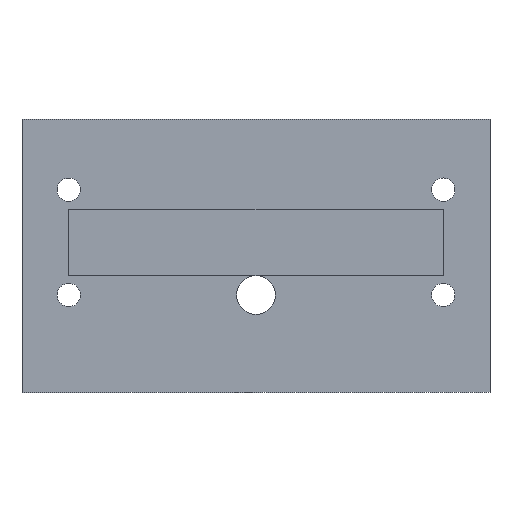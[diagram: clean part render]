
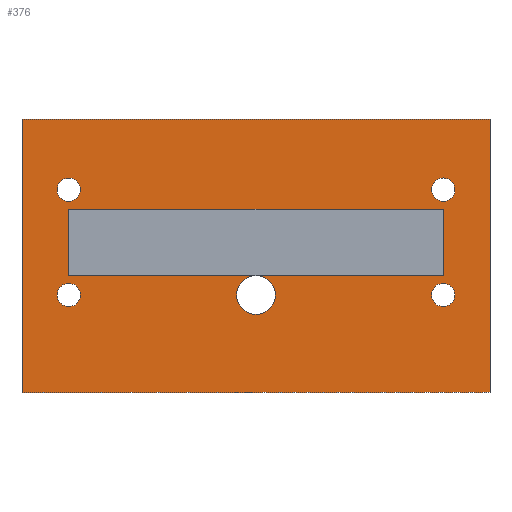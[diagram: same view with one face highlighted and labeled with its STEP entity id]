
A CAD part, front view. The second image highlights one B-rep face of the part: STEP entity #376.
In plain terms, the highlighted planar face has unit normal (0, -1, 0).
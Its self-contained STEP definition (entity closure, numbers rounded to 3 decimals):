
#16=FACE_BOUND('',#69,.T.);
#17=FACE_BOUND('',#70,.T.);
#18=FACE_BOUND('',#71,.T.);
#19=FACE_BOUND('',#72,.T.);
#20=FACE_BOUND('',#73,.T.);
#29=PLANE('',#417);
#45=FACE_OUTER_BOUND('',#68,.T.);
#68=EDGE_LOOP('',(#276,#277,#278,#279));
#69=EDGE_LOOP('',(#280,#281,#282,#283,#284,#285,#286));
#70=EDGE_LOOP('',(#287));
#71=EDGE_LOOP('',(#288));
#72=EDGE_LOOP('',(#289));
#73=EDGE_LOOP('',(#290));
#101=LINE('',#580,#134);
#102=LINE('',#582,#135);
#103=LINE('',#584,#136);
#104=LINE('',#585,#137);
#105=LINE('',#588,#138);
#106=LINE('',#590,#139);
#107=LINE('',#591,#140);
#108=LINE('',#593,#141);
#109=LINE('',#594,#142);
#134=VECTOR('',#470,10.);
#135=VECTOR('',#471,10.);
#136=VECTOR('',#472,10.);
#137=VECTOR('',#473,10.);
#138=VECTOR('',#474,10.);
#139=VECTOR('',#475,10.);
#140=VECTOR('',#476,10.);
#141=VECTOR('',#477,10.);
#142=VECTOR('',#478,10.);
#168=CIRCLE('',#415,5.);
#169=CIRCLE('',#416,5.);
#170=CIRCLE('',#418,3.);
#171=CIRCLE('',#419,3.);
#172=CIRCLE('',#420,3.);
#173=CIRCLE('',#421,3.);
#185=VERTEX_POINT('',#572);
#186=VERTEX_POINT('',#574);
#187=VERTEX_POINT('',#578);
#188=VERTEX_POINT('',#579);
#189=VERTEX_POINT('',#581);
#190=VERTEX_POINT('',#583);
#191=VERTEX_POINT('',#586);
#192=VERTEX_POINT('',#587);
#193=VERTEX_POINT('',#589);
#194=VERTEX_POINT('',#592);
#195=VERTEX_POINT('',#595);
#196=VERTEX_POINT('',#597);
#197=VERTEX_POINT('',#599);
#198=VERTEX_POINT('',#601);
#220=EDGE_CURVE('',#186,#185,#168,.T.);
#221=EDGE_CURVE('',#185,#186,#169,.T.);
#222=EDGE_CURVE('',#187,#188,#101,.T.);
#223=EDGE_CURVE('',#187,#189,#102,.T.);
#224=EDGE_CURVE('',#190,#189,#103,.T.);
#225=EDGE_CURVE('',#188,#190,#104,.T.);
#226=EDGE_CURVE('',#191,#192,#105,.T.);
#227=EDGE_CURVE('',#193,#191,#106,.T.);
#228=EDGE_CURVE('',#186,#193,#107,.T.);
#229=EDGE_CURVE('',#194,#186,#108,.T.);
#230=EDGE_CURVE('',#192,#194,#109,.T.);
#231=EDGE_CURVE('',#195,#195,#170,.T.);
#232=EDGE_CURVE('',#196,#196,#171,.T.);
#233=EDGE_CURVE('',#197,#197,#172,.T.);
#234=EDGE_CURVE('',#198,#198,#173,.T.);
#276=ORIENTED_EDGE('',*,*,#222,.F.);
#277=ORIENTED_EDGE('',*,*,#223,.T.);
#278=ORIENTED_EDGE('',*,*,#224,.F.);
#279=ORIENTED_EDGE('',*,*,#225,.F.);
#280=ORIENTED_EDGE('',*,*,#226,.F.);
#281=ORIENTED_EDGE('',*,*,#227,.F.);
#282=ORIENTED_EDGE('',*,*,#228,.F.);
#283=ORIENTED_EDGE('',*,*,#220,.T.);
#284=ORIENTED_EDGE('',*,*,#221,.T.);
#285=ORIENTED_EDGE('',*,*,#229,.F.);
#286=ORIENTED_EDGE('',*,*,#230,.F.);
#287=ORIENTED_EDGE('',*,*,#231,.F.);
#288=ORIENTED_EDGE('',*,*,#232,.F.);
#289=ORIENTED_EDGE('',*,*,#233,.F.);
#290=ORIENTED_EDGE('',*,*,#234,.F.);
#376=ADVANCED_FACE('',(#45,#16,#17,#18,#19,#20),#29,.F.);
#415=AXIS2_PLACEMENT_3D('',#575,#464,#465);
#416=AXIS2_PLACEMENT_3D('',#576,#466,#467);
#417=AXIS2_PLACEMENT_3D('',#577,#468,#469);
#418=AXIS2_PLACEMENT_3D('',#596,#479,#480);
#419=AXIS2_PLACEMENT_3D('',#598,#481,#482);
#420=AXIS2_PLACEMENT_3D('',#600,#483,#484);
#421=AXIS2_PLACEMENT_3D('',#602,#485,#486);
#464=DIRECTION('center_axis',(0.,1.,0.));
#465=DIRECTION('ref_axis',(-1.,0.,0.));
#466=DIRECTION('center_axis',(0.,1.,0.));
#467=DIRECTION('ref_axis',(-1.,0.,0.));
#468=DIRECTION('center_axis',(0.,1.,0.));
#469=DIRECTION('ref_axis',(1.,0.,0.));
#470=DIRECTION('',(0.,0.,1.));
#471=DIRECTION('',(1.,0.,0.));
#472=DIRECTION('',(0.,0.,-1.));
#473=DIRECTION('',(1.,0.,0.));
#474=DIRECTION('',(-1.,0.,0.));
#475=DIRECTION('',(0.,0.,1.));
#476=DIRECTION('',(1.,0.,0.));
#477=DIRECTION('',(1.,0.,0.));
#478=DIRECTION('',(0.,0.,-1.));
#479=DIRECTION('center_axis',(0.,-1.,0.));
#480=DIRECTION('ref_axis',(1.,0.,0.));
#481=DIRECTION('center_axis',(0.,-1.,0.));
#482=DIRECTION('ref_axis',(1.,0.,0.));
#483=DIRECTION('center_axis',(0.,-1.,0.));
#484=DIRECTION('ref_axis',(1.,0.,0.));
#485=DIRECTION('center_axis',(0.,-1.,0.));
#486=DIRECTION('ref_axis',(1.,0.,0.));
#572=CARTESIAN_POINT('',(65.,0.,30.));
#574=CARTESIAN_POINT('',(60.,0.,35.));
#575=CARTESIAN_POINT('Origin',(60.,0.,30.));
#576=CARTESIAN_POINT('Origin',(60.,0.,30.));
#577=CARTESIAN_POINT('Origin',(60.,0.,40.));
#578=CARTESIAN_POINT('',(0.,0.,5.));
#579=CARTESIAN_POINT('',(0.,0.,75.));
#580=CARTESIAN_POINT('',(0.,0.,70.));
#581=CARTESIAN_POINT('',(120.,0.,5.));
#582=CARTESIAN_POINT('',(0.,0.,5.));
#583=CARTESIAN_POINT('',(120.,0.,75.));
#584=CARTESIAN_POINT('',(120.,0.,75.));
#585=CARTESIAN_POINT('',(0.,0.,75.));
#586=CARTESIAN_POINT('',(108.,0.,52.));
#587=CARTESIAN_POINT('',(12.,0.,52.));
#588=CARTESIAN_POINT('',(108.,0.,52.));
#589=CARTESIAN_POINT('',(108.,0.,35.));
#590=CARTESIAN_POINT('',(108.,0.,35.));
#591=CARTESIAN_POINT('',(12.,0.,35.));
#592=CARTESIAN_POINT('',(12.,0.,35.));
#593=CARTESIAN_POINT('',(12.,0.,35.));
#594=CARTESIAN_POINT('',(12.,0.,52.));
#595=CARTESIAN_POINT('',(9.,0.,30.));
#596=CARTESIAN_POINT('Origin',(12.,0.,30.));
#597=CARTESIAN_POINT('',(105.,0.,30.));
#598=CARTESIAN_POINT('Origin',(108.,0.,30.));
#599=CARTESIAN_POINT('',(105.,0.,57.));
#600=CARTESIAN_POINT('Origin',(108.,0.,57.));
#601=CARTESIAN_POINT('',(9.,0.,57.));
#602=CARTESIAN_POINT('Origin',(12.,0.,57.));
